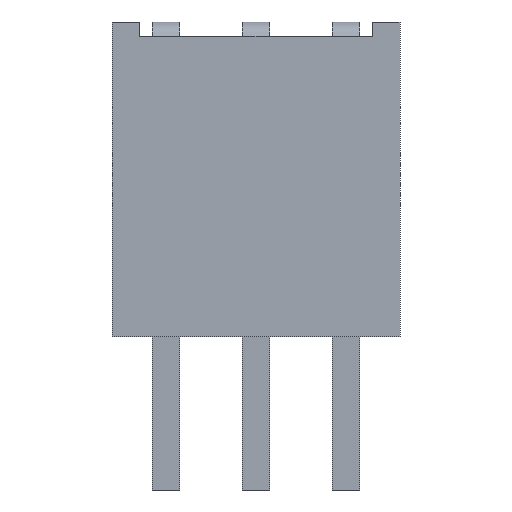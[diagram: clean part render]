
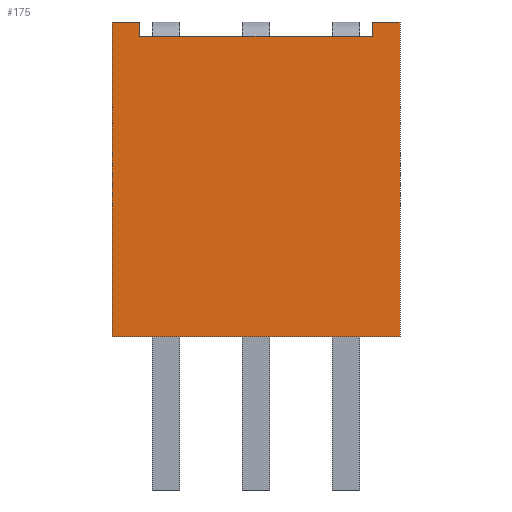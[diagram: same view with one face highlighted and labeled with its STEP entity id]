
A CAD part, front view. The second image highlights one B-rep face of the part: STEP entity #175.
In plain terms, the highlighted face is planar.
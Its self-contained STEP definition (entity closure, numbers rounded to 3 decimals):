
#175 = ADVANCED_FACE('',(#176),#242,.F.);
#176 = FACE_BOUND('',#177,.T.);
#177 = EDGE_LOOP('',(#178,#188,#196,#204,#212,#220,#228,#236));
#178 = ORIENTED_EDGE('',*,*,#179,.F.);
#179 = EDGE_CURVE('',#180,#182,#184,.T.);
#180 = VERTEX_POINT('',#181);
#181 = CARTESIAN_POINT('',(-3.277,0.,-2.54));
#182 = VERTEX_POINT('',#183);
#183 = CARTESIAN_POINT('',(-3.277,0.406,-2.54));
#184 = LINE('',#185,#186);
#185 = CARTESIAN_POINT('',(-3.277,8.89,-2.54));
#186 = VECTOR('',#187,1.);
#187 = DIRECTION('',(0.,1.,0.));
#188 = ORIENTED_EDGE('',*,*,#189,.T.);
#189 = EDGE_CURVE('',#180,#190,#192,.T.);
#190 = VERTEX_POINT('',#191);
#191 = CARTESIAN_POINT('',(-4.064,0.,-2.54));
#192 = LINE('',#193,#194);
#193 = CARTESIAN_POINT('',(4.064,0.,-2.54));
#194 = VECTOR('',#195,1.);
#195 = DIRECTION('',(-1.,0.,0.));
#196 = ORIENTED_EDGE('',*,*,#197,.F.);
#197 = EDGE_CURVE('',#198,#190,#200,.T.);
#198 = VERTEX_POINT('',#199);
#199 = CARTESIAN_POINT('',(-4.064,8.89,-2.54));
#200 = LINE('',#201,#202);
#201 = CARTESIAN_POINT('',(-4.064,8.89,-2.54));
#202 = VECTOR('',#203,1.);
#203 = DIRECTION('',(0.,-1.,0.));
#204 = ORIENTED_EDGE('',*,*,#205,.F.);
#205 = EDGE_CURVE('',#206,#198,#208,.T.);
#206 = VERTEX_POINT('',#207);
#207 = CARTESIAN_POINT('',(4.064,8.89,-2.54));
#208 = LINE('',#209,#210);
#209 = CARTESIAN_POINT('',(4.064,8.89,-2.54));
#210 = VECTOR('',#211,1.);
#211 = DIRECTION('',(-1.,0.,0.));
#212 = ORIENTED_EDGE('',*,*,#213,.T.);
#213 = EDGE_CURVE('',#206,#214,#216,.T.);
#214 = VERTEX_POINT('',#215);
#215 = CARTESIAN_POINT('',(4.064,0.,-2.54));
#216 = LINE('',#217,#218);
#217 = CARTESIAN_POINT('',(4.064,8.89,-2.54));
#218 = VECTOR('',#219,1.);
#219 = DIRECTION('',(0.,-1.,0.));
#220 = ORIENTED_EDGE('',*,*,#221,.T.);
#221 = EDGE_CURVE('',#214,#222,#224,.T.);
#222 = VERTEX_POINT('',#223);
#223 = CARTESIAN_POINT('',(3.277,0.,-2.54));
#224 = LINE('',#225,#226);
#225 = CARTESIAN_POINT('',(4.064,0.,-2.54));
#226 = VECTOR('',#227,1.);
#227 = DIRECTION('',(-1.,0.,0.));
#228 = ORIENTED_EDGE('',*,*,#229,.F.);
#229 = EDGE_CURVE('',#230,#222,#232,.T.);
#230 = VERTEX_POINT('',#231);
#231 = CARTESIAN_POINT('',(3.277,0.406,-2.54));
#232 = LINE('',#233,#234);
#233 = CARTESIAN_POINT('',(3.277,8.89,-2.54));
#234 = VECTOR('',#235,1.);
#235 = DIRECTION('',(0.,-1.,0.));
#236 = ORIENTED_EDGE('',*,*,#237,.F.);
#237 = EDGE_CURVE('',#182,#230,#238,.T.);
#238 = LINE('',#239,#240);
#239 = CARTESIAN_POINT('',(4.064,0.406,-2.54));
#240 = VECTOR('',#241,1.);
#241 = DIRECTION('',(1.,0.,0.));
#242 = PLANE('',#243);
#243 = AXIS2_PLACEMENT_3D('',#244,#245,#246);
#244 = CARTESIAN_POINT('',(4.064,8.89,-2.54));
#245 = DIRECTION('',(0.,0.,1.));
#246 = DIRECTION('',(1.,0.,-0.));
